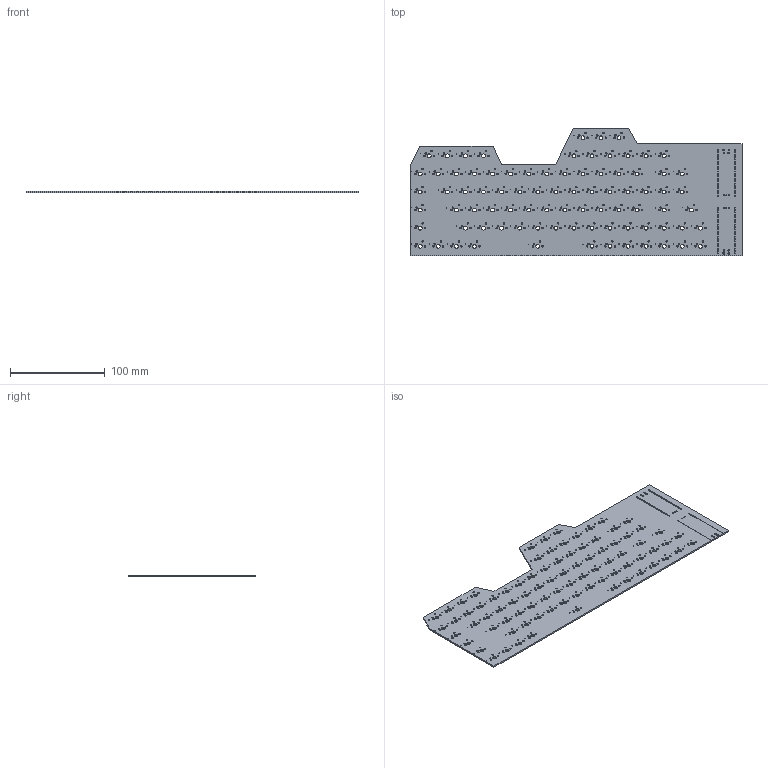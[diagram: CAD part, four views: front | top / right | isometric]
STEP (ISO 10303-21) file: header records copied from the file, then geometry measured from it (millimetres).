
FILE_DESCRIPTION(('KiCad electronic assembly'),'2;1');
FILE_NAME('keyboard.step','2025-05-24T13:02:22',('Pcbnew'),('Kicad'), 'Open CASCADE STEP processor 7.8','KiCad to STEP converter','Unknown' );
FILE_SCHEMA(('AUTOMOTIVE_DESIGN { 1 0 10303 214 1 1 1 1 }'));
Length unit declared in the file: millimetre
Products named in the file (4): keyboard 1; LED_0201_0603Metric; keyboard_PCB
Assembly tree (86 placements, depth 3):
  keyboard 1
    LED_0201_0603Metric  x84
      LED_0201_0603Metric
    keyboard_PCB
Bounding box: 349.88 x 134.62 x 1.85 mm (x, y, z)
Volume: 62137.7 mm3; surface area: 84190.4 mm2
Topology: 85 solids, 85 shells, 2544 faces, 6030 edges, 3908 vertices
Faces by surface type: plane 2030, cylinder 514
Full cylindrical faces by diameter (mm): 1.02 x86, 1.5 x172, 1.7 x168, 1.8 x4, 4 x84
Entity records: 22014 total; most frequent: DIRECTION 3937, CARTESIAN_POINT 3356, ORIENTED_EDGE 3262, AXIS2_PLACEMENT_3D 1667, EDGE_CURVE 1631, FACE_BOUND 1583, EDGE_LOOP 1583, VERTEX_POINT 1086
